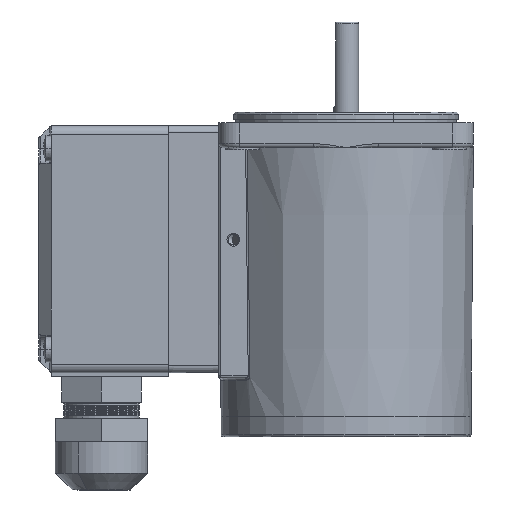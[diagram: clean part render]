
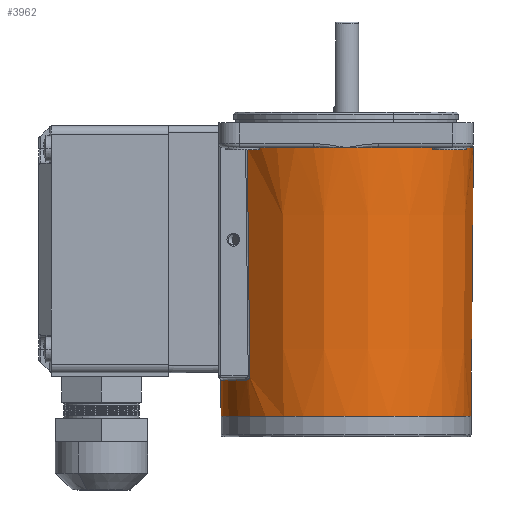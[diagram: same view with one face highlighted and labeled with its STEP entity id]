
A CAD part, left-side view. The second image highlights one B-rep face of the part: STEP entity #3962.
In plain terms, the highlighted conical face has half-angle 0.5 degrees and reference radius 29.841 mm.
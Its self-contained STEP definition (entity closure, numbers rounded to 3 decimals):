
#3919 = VERTEX_POINT ( 'NONE', #12449 ) ;
#3933 = EDGE_LOOP ( 'NONE', ( #3964, #3963, #3969, #3975, #4029, #4037, #4042, #4035, #4041, #3957, #4023, #4033 ) ) ;
#3957 = ORIENTED_EDGE ( 'NONE', *, *, #4019, .T. ) ;
#3958 = EDGE_CURVE ( 'NONE', #3959, #3961, #12568, .T. ) ;
#3959 = VERTEX_POINT ( 'NONE', #12504 ) ;
#3961 = VERTEX_POINT ( 'NONE', #12570 ) ;
#3962 = ADVANCED_FACE ( 'NONE', ( #12566 ), #12563, .T. ) ;
#3963 = ORIENTED_EDGE ( 'NONE', *, *, #3965, .T. ) ;
#3964 = ORIENTED_EDGE ( 'NONE', *, *, #3992, .T. ) ;
#3965 = EDGE_CURVE ( 'NONE', #3981, #3994, #12571, .T. ) ;
#3967 = EDGE_CURVE ( 'NONE', #3968, #3994, #11388, .T. ) ;
#3968 = VERTEX_POINT ( 'NONE', #12130 ) ;
#3969 = ORIENTED_EDGE ( 'NONE', *, *, #3967, .F. ) ;
#3970 = EDGE_CURVE ( 'NONE', #3919, #3968, #11908, .T. ) ;
#3975 = ORIENTED_EDGE ( 'NONE', *, *, #3970, .F. ) ;
#3980 = VERTEX_POINT ( 'NONE', #12591 ) ;
#3981 = VERTEX_POINT ( 'NONE', #12588 ) ;
#3992 = EDGE_CURVE ( 'NONE', #3980, #3981, #12623, .T. ) ;
#3994 = VERTEX_POINT ( 'NONE', #12617 ) ;
#4019 = EDGE_CURVE ( 'NONE', #3959, #4040, #12680, .T. ) ;
#4021 = EDGE_CURVE ( 'NONE', #4040, #4036, #12724, .T. ) ;
#4023 = ORIENTED_EDGE ( 'NONE', *, *, #4021, .T. ) ;
#4024 = EDGE_CURVE ( 'NONE', #3980, #4036, #12739, .T. ) ;
#4029 = ORIENTED_EDGE ( 'NONE', *, *, #4031, .F. ) ;
#4030 = EDGE_CURVE ( 'NONE', #4032, #4034, #12763, .T. ) ;
#4031 = EDGE_CURVE ( 'NONE', #4034, #3919, #12729, .T. ) ;
#4032 = VERTEX_POINT ( 'NONE', #12725 ) ;
#4033 = ORIENTED_EDGE ( 'NONE', *, *, #4024, .F. ) ;
#4034 = VERTEX_POINT ( 'NONE', #12755 ) ;
#4035 = ORIENTED_EDGE ( 'NONE', *, *, #4043, .T. ) ;
#4036 = VERTEX_POINT ( 'NONE', #12734 ) ;
#4037 = ORIENTED_EDGE ( 'NONE', *, *, #4030, .F. ) ;
#4038 = EDGE_CURVE ( 'NONE', #4039, #4032, #12754, .T. ) ;
#4039 = VERTEX_POINT ( 'NONE', #12762 ) ;
#4040 = VERTEX_POINT ( 'NONE', #12750 ) ;
#4041 = ORIENTED_EDGE ( 'NONE', *, *, #3958, .F. ) ;
#4042 = ORIENTED_EDGE ( 'NONE', *, *, #4038, .F. ) ;
#4043 = EDGE_CURVE ( 'NONE', #4039, #3961, #12743, .T. ) ;
#10644 = DIRECTION ( 'NONE',  ( 0., 0., 1. ) ) ;
#11388 = CIRCLE ( 'NONE', #11392, 30.4 ) ;
#11390 = CARTESIAN_POINT ( 'NONE',  ( 0., 0., -6. ) ) ;
#11392 = AXIS2_PLACEMENT_3D ( 'NONE', #11390, #10644, #11669 ) ;
#11669 = DIRECTION ( 'NONE',  ( 1., 0., 0. ) ) ;
#11908 = CIRCLE ( 'NONE', #11910, 30.4 ) ;
#11910 = AXIS2_PLACEMENT_3D ( 'NONE', #12108, #12135, #12131 ) ;
#12108 = CARTESIAN_POINT ( 'NONE',  ( 0., 0., -6. ) ) ;
#12130 = CARTESIAN_POINT ( 'NONE',  ( -29.4, 7.733, -6. ) ) ;
#12131 = DIRECTION ( 'NONE',  ( 1., 0., 0. ) ) ;
#12135 = DIRECTION ( 'NONE',  ( 0., 0., 1. ) ) ;
#12449 = CARTESIAN_POINT ( 'NONE',  ( -7.733, 29.4, -6. ) ) ;
#12504 = CARTESIAN_POINT ( 'NONE',  ( 23.746, 18.196, -61.496 ) ) ;
#12506 = DIRECTION ( 'NONE',  ( 0., 0., 1. ) ) ;
#12512 = CARTESIAN_POINT ( 'NONE',  ( 0., 0., -70.097 ) ) ;
#12519 = DIRECTION ( 'NONE',  ( 1., 0., 0. ) ) ;
#12528 = AXIS2_PLACEMENT_3D ( 'NONE', #12512, #12506, #12519 ) ;
#12546 = DIRECTION ( 'NONE',  ( -0.009, 0., 1. ) ) ;
#12547 = VECTOR ( 'NONE', #12546, 1000. ) ;
#12548 = CARTESIAN_POINT ( 'NONE',  ( -29.841, 0., -70.097 ) ) ;
#12553 = CARTESIAN_POINT ( 'NONE',  ( 22.97, 19.18, -60.496 ) ) ;
#12554 = CARTESIAN_POINT ( 'NONE',  ( 22.968, 19.18, -60.645 ) ) ;
#12555 = CARTESIAN_POINT ( 'NONE',  ( 22.995, 19.146, -60.791 ) ) ;
#12556 = CARTESIAN_POINT ( 'NONE',  ( 23.065, 19.058, -60.982 ) ) ;
#12557 = CARTESIAN_POINT ( 'NONE',  ( 23.094, 19.022, -61.042 ) ) ;
#12558 = CARTESIAN_POINT ( 'NONE',  ( 23.158, 18.943, -61.149 ) ) ;
#12559 = CARTESIAN_POINT ( 'NONE',  ( 23.193, 18.9, -61.197 ) ) ;
#12560 = CARTESIAN_POINT ( 'NONE',  ( 23.382, 18.664, -61.412 ) ) ;
#12561 = CARTESIAN_POINT ( 'NONE',  ( 23.565, 18.432, -61.496 ) ) ;
#12562 = CARTESIAN_POINT ( 'NONE',  ( 23.746, 18.196, -61.496 ) ) ;
#12563 = CONICAL_SURFACE ( 'NONE', #12528, 29.841, 0.009 ) ;
#12566 = FACE_OUTER_BOUND ( 'NONE', #3933, .T. ) ;
#12568 = B_SPLINE_CURVE_WITH_KNOTS ( 'NONE', 3,
 ( #12562, #12561, #12560, #12559, #12558, #12557, #12556, #12555, #12554, #12553 ),
 .UNSPECIFIED., .F., .F.,
 ( 4, 2, 2, 2, 4 ),
 ( 0., 0.001, 0.001, 0.001, 0.002 ),
 .UNSPECIFIED. ) ;
#12570 = CARTESIAN_POINT ( 'NONE',  ( 22.97, 19.18, -60.496 ) ) ;
#12571 = LINE ( 'NONE', #12548, #12547 ) ;
#12588 = CARTESIAN_POINT ( 'NONE',  ( -29.841, 0., -70.097 ) ) ;
#12591 = CARTESIAN_POINT ( 'NONE',  ( 29.841, 0., -70.097 ) ) ;
#12617 = CARTESIAN_POINT ( 'NONE',  ( -30.4, 0., -6. ) ) ;
#12618 = DIRECTION ( 'NONE',  ( 1., 0., 0. ) ) ;
#12619 = DIRECTION ( 'NONE',  ( 0., 0., 1. ) ) ;
#12620 = CARTESIAN_POINT ( 'NONE',  ( 0., 0., -70.097 ) ) ;
#12621 = AXIS2_PLACEMENT_3D ( 'NONE', #12620, #12619, #12618 ) ;
#12623 = CIRCLE ( 'NONE', #12621, 29.841 ) ;
#12680 = CIRCLE ( 'NONE', #12704, 29.916 ) ;
#12704 = AXIS2_PLACEMENT_3D ( 'NONE', #12728, #12727, #12726 ) ;
#12719 = CARTESIAN_POINT ( 'NONE',  ( 29.916, 0., -61.495 ) ) ;
#12720 = CARTESIAN_POINT ( 'NONE',  ( 29.916, 0.32, -61.495 ) ) ;
#12721 = CARTESIAN_POINT ( 'NONE',  ( 29.911, 0.64, -61.496 ) ) ;
#12722 = CARTESIAN_POINT ( 'NONE',  ( 29.9, 0.96, -61.496 ) ) ;
#12724 = B_SPLINE_CURVE_WITH_KNOTS ( 'NONE', 3,
 ( #12722, #12721, #12720, #12719 ),
 .UNSPECIFIED., .F., .F.,
 ( 4, 4 ),
 ( 0., 0.001 ),
 .UNSPECIFIED. ) ;
#12725 = CARTESIAN_POINT ( 'NONE',  ( 7.733, 29.4, -6. ) ) ;
#12726 = DIRECTION ( 'NONE',  ( -1., 0., 0. ) ) ;
#12727 = DIRECTION ( 'NONE',  ( 0., 0., -1. ) ) ;
#12728 = CARTESIAN_POINT ( 'NONE',  ( 0., 0., -61.496 ) ) ;
#12729 = CIRCLE ( 'NONE', #12756, 30.4 ) ;
#12734 = CARTESIAN_POINT ( 'NONE',  ( 29.916, 0., -61.495 ) ) ;
#12738 = CARTESIAN_POINT ( 'NONE',  ( 29.841, 0., -70.097 ) ) ;
#12739 = LINE ( 'NONE', #12738, #12767 ) ;
#12741 = CARTESIAN_POINT ( 'NONE',  ( 23.582, 19.184, -6. ) ) ;
#12743 = B_SPLINE_CURVE_WITH_KNOTS ( 'NONE', 3,
 ( #12741, #12793, #12792, #12791, #12790, #12789, #12788, #12787, #12786, #12785, #12784, #12783, #12782 ),
 .UNSPECIFIED., .F., .F.,
 ( 4, 3, 3, 3, 4 ),
 ( 0., 0.001, 0.005, 0.021, 0.054 ),
 .UNSPECIFIED. ) ;
#12745 = DIRECTION ( 'NONE',  ( 1., 0., 0. ) ) ;
#12746 = DIRECTION ( 'NONE',  ( 0., 0., 1. ) ) ;
#12747 = AXIS2_PLACEMENT_3D ( 'NONE', #12748, #12746, #12745 ) ;
#12748 = CARTESIAN_POINT ( 'NONE',  ( 0., 0., -6. ) ) ;
#12750 = CARTESIAN_POINT ( 'NONE',  ( 29.9, 0.96, -61.496 ) ) ;
#12751 = DIRECTION ( 'NONE',  ( 1., 0., 0. ) ) ;
#12752 = DIRECTION ( 'NONE',  ( 0., 0., 1. ) ) ;
#12754 = CIRCLE ( 'NONE', #12747, 30.4 ) ;
#12755 = CARTESIAN_POINT ( 'NONE',  ( 0., 30.4, -6. ) ) ;
#12756 = AXIS2_PLACEMENT_3D ( 'NONE', #12761, #12752, #12751 ) ;
#12757 = DIRECTION ( 'NONE',  ( 1., 0., 0. ) ) ;
#12758 = DIRECTION ( 'NONE',  ( 0., 0., 1. ) ) ;
#12759 = CARTESIAN_POINT ( 'NONE',  ( 0., 0., -6. ) ) ;
#12760 = AXIS2_PLACEMENT_3D ( 'NONE', #12759, #12758, #12757 ) ;
#12761 = CARTESIAN_POINT ( 'NONE',  ( 0., 0., -6. ) ) ;
#12762 = CARTESIAN_POINT ( 'NONE',  ( 23.582, 19.184, -6. ) ) ;
#12763 = CIRCLE ( 'NONE', #12760, 30.4 ) ;
#12766 = DIRECTION ( 'NONE',  ( 0.009, 0., 1. ) ) ;
#12767 = VECTOR ( 'NONE', #12766, 1000. ) ;
#12782 = CARTESIAN_POINT ( 'NONE',  ( 22.97, 19.18, -60.496 ) ) ;
#12783 = CARTESIAN_POINT ( 'NONE',  ( 23.096, 19.181, -49.33 ) ) ;
#12784 = CARTESIAN_POINT ( 'NONE',  ( 23.222, 19.182, -38.164 ) ) ;
#12785 = CARTESIAN_POINT ( 'NONE',  ( 23.347, 19.183, -26.999 ) ) ;
#12786 = CARTESIAN_POINT ( 'NONE',  ( 23.407, 19.183, -21.666 ) ) ;
#12787 = CARTESIAN_POINT ( 'NONE',  ( 23.467, 19.184, -16.333 ) ) ;
#12788 = CARTESIAN_POINT ( 'NONE',  ( 23.526, 19.184, -11. ) ) ;
#12789 = CARTESIAN_POINT ( 'NONE',  ( 23.541, 19.184, -9.666 ) ) ;
#12790 = CARTESIAN_POINT ( 'NONE',  ( 23.556, 19.184, -8.333 ) ) ;
#12791 = CARTESIAN_POINT ( 'NONE',  ( 23.571, 19.184, -7. ) ) ;
#12792 = CARTESIAN_POINT ( 'NONE',  ( 23.575, 19.184, -6.667 ) ) ;
#12793 = CARTESIAN_POINT ( 'NONE',  ( 23.578, 19.184, -6.333 ) ) ;
